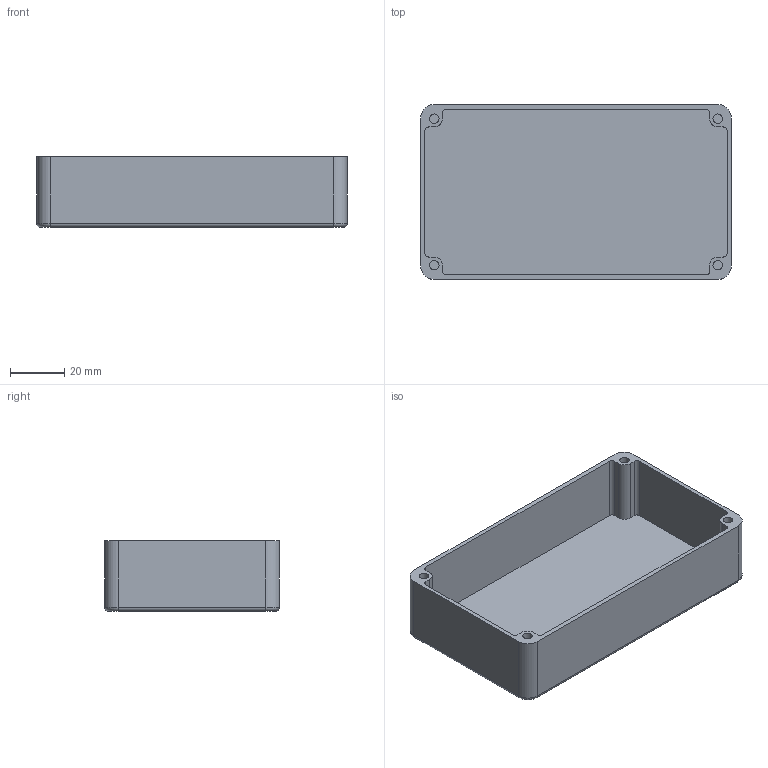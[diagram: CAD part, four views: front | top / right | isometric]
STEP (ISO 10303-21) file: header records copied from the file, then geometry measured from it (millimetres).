
FILE_DESCRIPTION(('FreeCAD Model'),'2;1');
FILE_NAME('box.step', '2015-07-27T00:00:15',('Author'),(''), 'Open CASCADE STEP processor 6.8','FreeCAD','Unknown');
FILE_SCHEMA(('AUTOMOTIVE_DESIGN_CC2 { 1 2 10303 214 -1 1 5 4 }'));
Length unit declared in the file: millimetre
Products named in the file (1): Fillet
Bounding box: 114.5 x 64.5 x 26 mm (x, y, z)
Volume: 28462.5 mm3; surface area: 32055.7 mm2
Topology: 1 solids, 1 shells, 51 faces, 124 edges, 80 vertices
Faces by surface type: cylinder 24, plane 23, torus 4
Full cylindrical faces by diameter (mm): 3.5 x4
Entity records: 3171 total; most frequent: CARTESIAN_POINT 616, DIRECTION 496, LINE 264, VECTOR 264, ORIENTED_EDGE 248, PCURVE 248, DEFINITIONAL_REPRESENTATION 248, EDGE_CURVE 124
